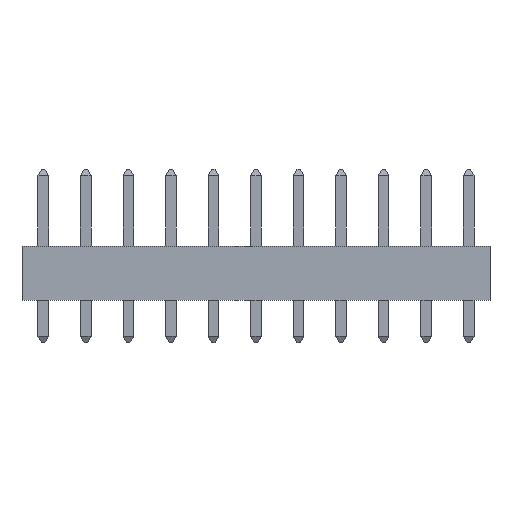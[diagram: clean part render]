
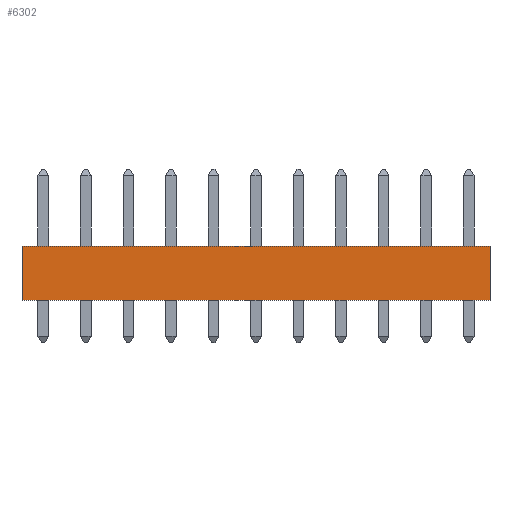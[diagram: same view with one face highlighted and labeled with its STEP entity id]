
A CAD part, front view. The second image highlights one B-rep face of the part: STEP entity #6302.
In plain terms, the highlighted planar face has unit normal (0, -1, 0).
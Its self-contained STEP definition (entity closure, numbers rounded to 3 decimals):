
#6179 = CARTESIAN_POINT ( 'NONE',  ( 21., -1., 0. ) ) ;
#6180 = VERTEX_POINT ( 'NONE', #6179 ) ;
#6197 = CARTESIAN_POINT ( 'NONE',  ( 21., -1., 2.54 ) ) ;
#6198 = VERTEX_POINT ( 'NONE', #6197 ) ;
#6205 = CARTESIAN_POINT ( 'NONE',  ( 21., -1., 2.54 ) ) ;
#6206 = DIRECTION ( 'NONE',  ( 0., 0., -1. ) ) ;
#6207 = VECTOR ( 'NONE', #6206, 1000. ) ;
#6208 = LINE ( 'NONE', #6205, #6207 ) ;
#6209 = EDGE_CURVE ( 'NONE', #6198, #6180, #6208, .T. ) ;
#6250 = CARTESIAN_POINT ( 'NONE',  ( -1., -1., 0. ) ) ;
#6251 = VERTEX_POINT ( 'NONE', #6250 ) ;
#6258 = CARTESIAN_POINT ( 'NONE',  ( -1., -1., 2.54 ) ) ;
#6259 = VERTEX_POINT ( 'NONE', #6258 ) ;
#6260 = CARTESIAN_POINT ( 'NONE',  ( -1., -1., 2.54 ) ) ;
#6261 = DIRECTION ( 'NONE',  ( 0., 0., -1. ) ) ;
#6262 = VECTOR ( 'NONE', #6261, 1000. ) ;
#6263 = LINE ( 'NONE', #6260, #6262 ) ;
#6264 = EDGE_CURVE ( 'NONE', #6259, #6251, #6263, .T. ) ;
#6281 = CARTESIAN_POINT ( 'NONE',  ( -1., -1., 0. ) ) ;
#6282 = DIRECTION ( 'NONE',  ( 1., 0., 0. ) ) ;
#6283 = VECTOR ( 'NONE', #6282, 1000. ) ;
#6284 = LINE ( 'NONE', #6281, #6283 ) ;
#6285 = EDGE_CURVE ( 'NONE', #6251, #6180, #6284, .T. ) ;
#6286 = ORIENTED_EDGE ( 'NONE', *, *, #6285, .T. ) ;
#6287 = ORIENTED_EDGE ( 'NONE', *, *, #6209, .F. ) ;
#6288 = CARTESIAN_POINT ( 'NONE',  ( -1., -1., 2.54 ) ) ;
#6289 = DIRECTION ( 'NONE',  ( 1., 0., 0. ) ) ;
#6290 = VECTOR ( 'NONE', #6289, 1000. ) ;
#6291 = LINE ( 'NONE', #6288, #6290 ) ;
#6292 = EDGE_CURVE ( 'NONE', #6259, #6198, #6291, .T. ) ;
#6293 = ORIENTED_EDGE ( 'NONE', *, *, #6292, .F. ) ;
#6294 = ORIENTED_EDGE ( 'NONE', *, *, #6264, .T. ) ;
#6295 = EDGE_LOOP ( 'NONE', ( #6286, #6287, #6293, #6294 ) ) ;
#6296 = FACE_OUTER_BOUND ( 'NONE', #6295, .T. ) ;
#6297 = CARTESIAN_POINT ( 'NONE',  ( -1., -1., 2.54 ) ) ;
#6298 = DIRECTION ( 'NONE',  ( 0., 1., 0. ) ) ;
#6299 = DIRECTION ( 'NONE',  ( -1., 0., 0. ) ) ;
#6300 = AXIS2_PLACEMENT_3D ( 'NONE', #6297, #6298, #6299 ) ;
#6301 = PLANE ( 'NONE', #6300 ) ;
#6302 = ADVANCED_FACE ( 'NONE', ( #6296 ), #6301, .F. ) ;
